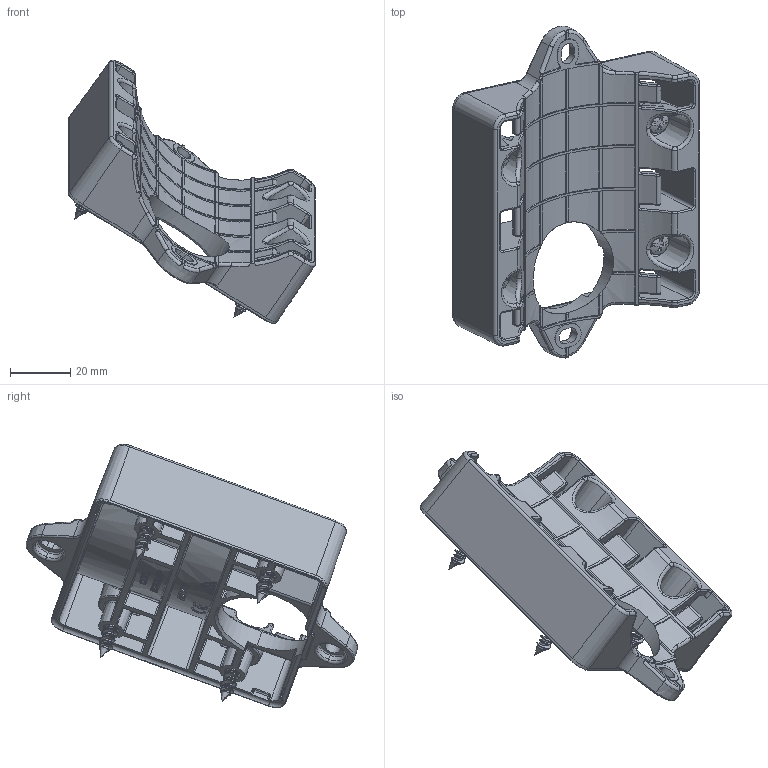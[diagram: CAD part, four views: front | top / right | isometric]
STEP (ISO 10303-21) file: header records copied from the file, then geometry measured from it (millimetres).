
FILE_DESCRIPTION(('CATIA V5 STEP Exchange'),'2;1');
FILE_NAME('BG101AP.stp','2025-11-28T06:59:44+00:00',('none'),('none'),'CATIA Version 5-6 Release 2016 SP6','CATIA V5 STEP AP203','none');
FILE_SCHEMA(('CONFIG_CONTROL_DESIGN'));
Products named in the file (1): STP
Assembly tree (5 placements, depth 2):
  STP
    #57
    #78373  x4
Bounding box: 82.28 x 110.58 x 87.75 mm (x, y, z)
Volume: 43409.4 mm3; surface area: 36884.2 mm2
Topology: 5 solids, 9 shells, 2021 faces, 5285 edges, 3222 vertices
Faces by surface type: plane 785, cylinder 555, bspline 353, cone 135, torus 97, sphere 96
Entity records: 82551 total; most frequent: CARTESIAN_POINT 48122, ORIENTED_EDGE 8758, EDGE_CURVE 4379, DIRECTION 4261, VERTEX_POINT 2700, B_SPLINE_CURVE_WITH_KNOTS 2220, AXIS2_PLACEMENT_3D 1828, EDGE_LOOP 1777
